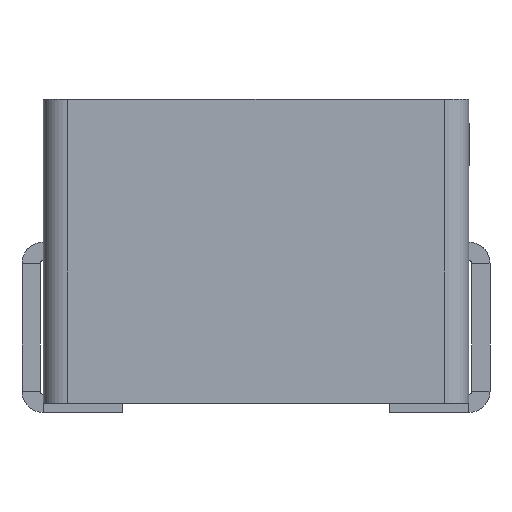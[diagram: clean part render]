
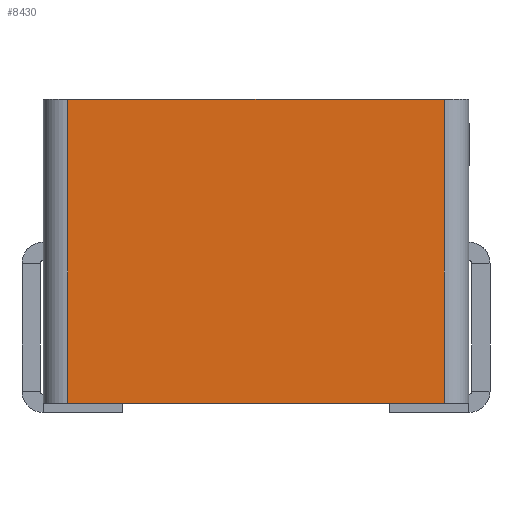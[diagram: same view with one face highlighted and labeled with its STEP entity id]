
A CAD part, front view. The second image highlights one B-rep face of the part: STEP entity #8430.
In plain terms, the highlighted planar face has unit normal (0, -1, 0).
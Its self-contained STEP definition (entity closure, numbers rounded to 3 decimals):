
#445=LINE('',#11654,#1307);
#485=LINE('',#11908,#1347);
#546=LINE('',#12765,#1408);
#547=LINE('',#12766,#1409);
#1307=VECTOR('',#9535,1.);
#1347=VECTOR('',#9583,1.);
#1408=VECTOR('',#9662,1.);
#1409=VECTOR('',#9663,1.);
#2054=PLANE('',#8960);
#2332=FACE_OUTER_BOUND('',#2826,.T.);
#2826=EDGE_LOOP('',(#6062,#6063,#6064,#6065));
#3800=VERTEX_POINT('',#11651);
#3801=VERTEX_POINT('',#11653);
#3852=VERTEX_POINT('',#11906);
#3853=VERTEX_POINT('',#11907);
#4629=EDGE_CURVE('',#3801,#3800,#445,.T.);
#4682=EDGE_CURVE('',#3852,#3853,#485,.T.);
#4796=EDGE_CURVE('',#3800,#3853,#546,.T.);
#4797=EDGE_CURVE('',#3852,#3801,#547,.T.);
#6062=ORIENTED_EDGE('',*,*,#4629,.T.);
#6063=ORIENTED_EDGE('',*,*,#4796,.T.);
#6064=ORIENTED_EDGE('',*,*,#4682,.F.);
#6065=ORIENTED_EDGE('',*,*,#4797,.T.);
#8430=ADVANCED_FACE('',(#2332),#2054,.F.);
#8960=AXIS2_PLACEMENT_3D('',#12764,#9660,#9661);
#9535=DIRECTION('',(1.,0.,0.));
#9583=DIRECTION('',(1.,0.,0.));
#9660=DIRECTION('center_axis',(0.,1.,0.));
#9661=DIRECTION('ref_axis',(0.,0.,1.));
#9662=DIRECTION('',(0.,0.,1.));
#9663=DIRECTION('',(0.,0.,-1.));
#11651=CARTESIAN_POINT('',(3.1,-3.5,0.15));
#11653=CARTESIAN_POINT('',(-3.1,-3.5,0.15));
#11654=CARTESIAN_POINT('',(-3.5,-3.5,0.15));
#11906=CARTESIAN_POINT('',(-3.1,-3.5,5.15));
#11907=CARTESIAN_POINT('',(3.1,-3.5,5.15));
#11908=CARTESIAN_POINT('',(-3.5,-3.5,5.15));
#12764=CARTESIAN_POINT('Origin',(-3.5,-3.5,5.15));
#12765=CARTESIAN_POINT('',(3.1,-3.5,5.15));
#12766=CARTESIAN_POINT('',(-3.1,-3.5,5.15));
